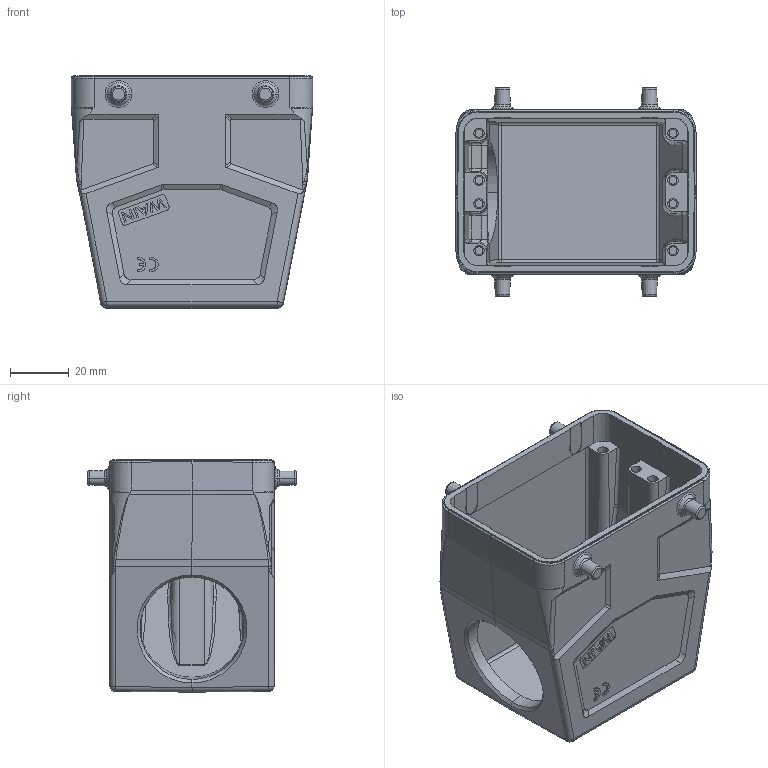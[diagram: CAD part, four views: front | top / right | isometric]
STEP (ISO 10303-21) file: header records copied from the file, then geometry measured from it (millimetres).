
FILE_DESCRIPTION(/* description */ (''),/* implementation_level */ '2;1');
FILE_NAME(/* name */ '3D_1101325305003_W32A-SEH-4B-PG29_1.0_stp.stp',/* time_stamp */ '2023-05-08T11:35:26+08:00',/* author */ (''),/* organization */ (''),/* preprocessor_version */ 'ST-DEVELOPER v18.1',/* originating_system */ 'SIEMENS PLM Software NX 1980',/* authorisation */ '');
FILE_SCHEMA (('AP203_CONFIGURATION_CONTROLLED_3D_DESIGN_OF_MECHANICAL_PARTS_AND_ASSEMBLIES_MIM_LF { 1 0 10303 403 2 1 2}'));
Length unit declared in the file: millimetre
Products named in the file (1): ylga2EFC5DD1bf3i
Bounding box: 82 x 71 x 79 mm (x, y, z)
Volume: 77076.9 mm3; surface area: 45325.2 mm2
Topology: 1 solids, 1 shells, 517 faces, 1294 edges, 810 vertices
Faces by surface type: plane 231, cylinder 176, cone 34, torus 34, bspline 22, sphere 14, extrusion 4, revolution 2
Entity records: 17712 total; most frequent: CARTESIAN_POINT 5919, ORIENTED_EDGE 2580, DIRECTION 2177, EDGE_CURVE 1290, VERTEX_POINT 810, AXIS2_PLACEMENT_3D 743, VECTOR 689, LINE 685
